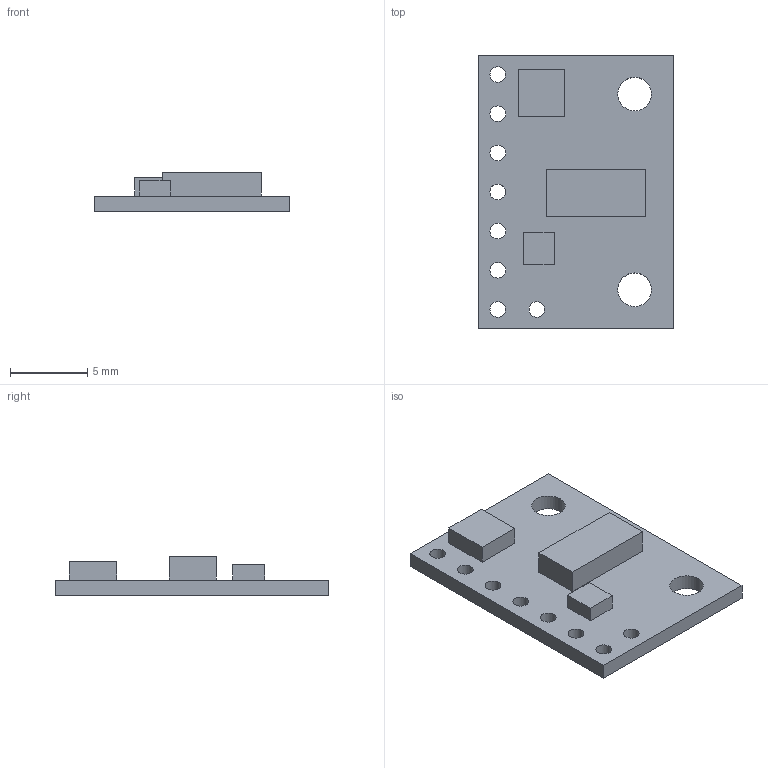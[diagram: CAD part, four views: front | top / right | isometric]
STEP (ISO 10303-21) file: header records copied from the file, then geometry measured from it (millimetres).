
FILE_DESCRIPTION(('FreeCAD Model'),'2;1');
FILE_NAME('Open CASCADE Shape Model','2024-08-23T22:36:01',(''),(''), 'Open CASCADE STEP processor 7.6','FreeCAD','Unknown');
FILE_SCHEMA(('AUTOMOTIVE_DESIGN { 1 0 10303 214 1 1 1 1 }'));
Length unit declared in the file: millimetre
Products named in the file (1): Body
Bounding box: 12.7 x 17.78 x 2.57 mm (x, y, z)
Volume: 260.8 mm3; surface area: 577.5 mm2
Topology: 1 solids, 1 shells, 31 faces, 78 edges, 52 vertices
Faces by surface type: plane 21, cylinder 10
Full cylindrical faces by diameter (mm): 1.016 x8, 2.184 x2
Entity records: 994 total; most frequent: CARTESIAN_POINT 162, DIRECTION 162, ORIENTED_EDGE 156, EDGE_CURVE 78, LINE 58, VECTOR 58, FACE_BOUND 54, EDGE_LOOP 54
